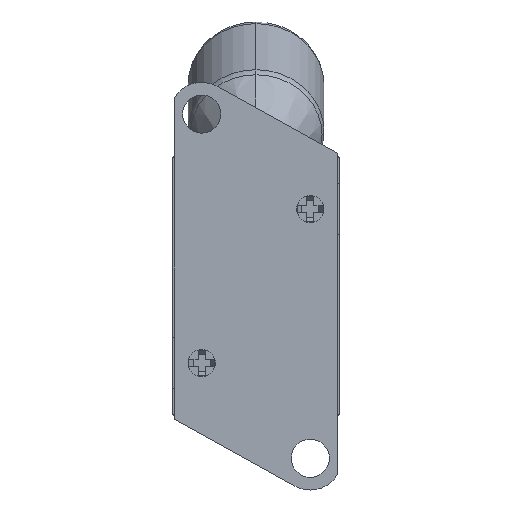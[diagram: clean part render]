
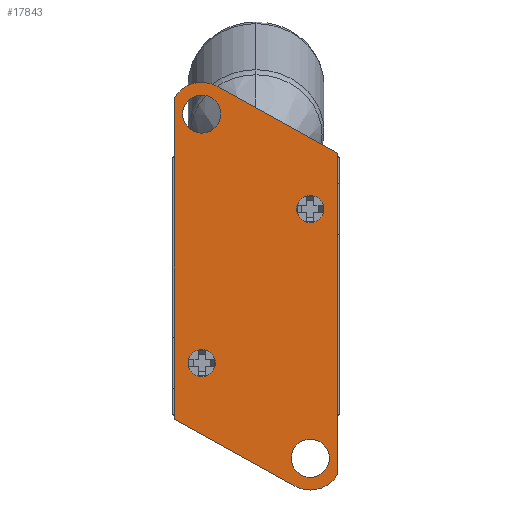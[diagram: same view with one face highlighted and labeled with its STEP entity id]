
A CAD part, front view. The second image highlights one B-rep face of the part: STEP entity #17843.
In plain terms, the highlighted face is planar.
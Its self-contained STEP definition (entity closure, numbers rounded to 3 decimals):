
#24 = EDGE_CURVE ( 'NONE', #10170, #10168, #8344, .T. ) ;
#28 = EDGE_CURVE ( 'NONE', #7486, #22314, #8350, .T. ) ;
#32 = EDGE_CURVE ( 'NONE', #23524, #23425, #8356, .T. ) ;
#36 = EDGE_CURVE ( 'NONE', #23392, #23175, #8362, .T. ) ;
#40 = EDGE_CURVE ( 'NONE', #22314, #7486, #8367, .T. ) ;
#41 = EDGE_CURVE ( 'NONE', #23175, #23392, #8369, .T. ) ;
#42 = EDGE_CURVE ( 'NONE', #23849, #23834, #8368, .T. ) ;
#43 = EDGE_CURVE ( 'NONE', #23834, #23424, #8371, .T. ) ;
#44 = EDGE_CURVE ( 'NONE', #23424, #23635, #8374, .T. ) ;
#45 = EDGE_CURVE ( 'NONE', #23635, #23372, #8373, .T. ) ;
#46 = EDGE_CURVE ( 'NONE', #23372, #23543, #8376, .T. ) ;
#47 = EDGE_CURVE ( 'NONE', #23543, #23849, #8378, .T. ) ;
#48 = EDGE_CURVE ( 'NONE', #23425, #23524, #8379, .T. ) ;
#49 = EDGE_CURVE ( 'NONE', #10168, #10170, #8380, .T. ) ;
#3691 = CARTESIAN_POINT ( 'NONE',  ( -8.5, 2.3, -4.5 ) ) ;
#3695 = CARTESIAN_POINT ( 'NONE',  ( -8.5, 2.3, -7.5 ) ) ;
#3846 = PLANE ( 'NONE',  #4426 ) ;
#3848 = CARTESIAN_POINT ( 'NONE',  ( 19., 2.3, -6. ) ) ;
#3850 = DIRECTION ( 'NONE',  ( 0., 1., 0. ) ) ;
#3851 = DIRECTION ( 'NONE',  ( 0., 0., 1. ) ) ;
#4426 = AXIS2_PLACEMENT_3D ( 'NONE', #3848, #3850, #3851 ) ;
#7486 = VERTEX_POINT ( 'NONE', #25439 ) ;
#7644 = FACE_BOUND ( 'NONE', #10441, .T. ) ;
#7645 = FACE_BOUND ( 'NONE', #10459, .T. ) ;
#7646 = FACE_OUTER_BOUND ( 'NONE', #10432, .T. ) ;
#7647 = FACE_BOUND ( 'NONE', #10429, .T. ) ;
#7648 = FACE_BOUND ( 'NONE', #10435, .T. ) ;
#8344 = CIRCLE ( 'NONE', #27447, 1.5 ) ;
#8350 = CIRCLE ( 'NONE', #27449, 1.5 ) ;
#8356 = CIRCLE ( 'NONE', #27451, 2.1 ) ;
#8362 = CIRCLE ( 'NONE', #27453, 2.1 ) ;
#8367 = CIRCLE ( 'NONE', #27455, 1.5 ) ;
#8368 = LINE ( 'NONE', #18532, #8370 ) ;
#8369 = CIRCLE ( 'NONE', #27456, 2.1 ) ;
#8370 = VECTOR ( 'NONE', #18606, 1000. ) ;
#8371 = LINE ( 'NONE', #18732, #8372 ) ;
#8372 = VECTOR ( 'NONE', #18745, 1000. ) ;
#8373 = LINE ( 'NONE', #18749, #8375 ) ;
#8374 = CIRCLE ( 'NONE', #27457, 3.5 ) ;
#8375 = VECTOR ( 'NONE', #18721, 1000. ) ;
#8376 = LINE ( 'NONE', #18813, #8377 ) ;
#8377 = VECTOR ( 'NONE', #18844, 1000. ) ;
#8378 = CIRCLE ( 'NONE', #27458, 3.5 ) ;
#8379 = CIRCLE ( 'NONE', #27459, 2.1 ) ;
#8380 = CIRCLE ( 'NONE', #27460, 1.5 ) ;
#10168 = VERTEX_POINT ( 'NONE', #3691 ) ;
#10170 = VERTEX_POINT ( 'NONE', #3695 ) ;
#10429 = EDGE_LOOP ( 'NONE', ( #23009, #23008 ) ) ;
#10432 = EDGE_LOOP ( 'NONE', ( #23015, #23014, #23013, #23012, #23011, #23010 ) ) ;
#10435 = EDGE_LOOP ( 'NONE', ( #23007, #23006 ) ) ;
#10441 = EDGE_LOOP ( 'NONE', ( #23019, #23018 ) ) ;
#10459 = EDGE_LOOP ( 'NONE', ( #23017, #23016 ) ) ;
#12900 = CARTESIAN_POINT ( 'NONE',  ( 8.5, 2.3, 7.5 ) ) ;
#12908 = CARTESIAN_POINT ( 'NONE',  ( -19., 2.3, 8.1 ) ) ;
#13272 = CARTESIAN_POINT ( 'NONE',  ( 14.687, 2.3, 9. ) ) ;
#13292 = CARTESIAN_POINT ( 'NONE',  ( -19., 2.3, 3.9 ) ) ;
#13324 = CARTESIAN_POINT ( 'NONE',  ( -22.061, 2.3, 4.303 ) ) ;
#13325 = CARTESIAN_POINT ( 'NONE',  ( 19., 2.3, -3.9 ) ) ;
#13424 = CARTESIAN_POINT ( 'NONE',  ( 19., 2.3, -8.1 ) ) ;
#13443 = CARTESIAN_POINT ( 'NONE',  ( 22.061, 2.3, -4.303 ) ) ;
#13535 = CARTESIAN_POINT ( 'NONE',  ( -20.803, 2.3, 9. ) ) ;
#13734 = CARTESIAN_POINT ( 'NONE',  ( -14.687, 2.3, -9. ) ) ;
#13749 = CARTESIAN_POINT ( 'NONE',  ( 20.803, 2.3, -9. ) ) ;
#17843 = ADVANCED_FACE ( 'NONE', ( #7644, #7645, #7646, #7647, #7648 ), #3846, .T. ) ;
#18471 = CARTESIAN_POINT ( 'NONE',  ( 19., 2.3, -6. ) ) ;
#18507 = CARTESIAN_POINT ( 'NONE',  ( 19., 2.3, -6. ) ) ;
#18532 = CARTESIAN_POINT ( 'NONE',  ( -14.687, 2.3, -9. ) ) ;
#18597 = DIRECTION ( 'NONE',  ( 0., 0., 1. ) ) ;
#18606 = DIRECTION ( 'NONE',  ( -1., 0., 0. ) ) ;
#18614 = DIRECTION ( 'NONE',  ( 0., 0., 1. ) ) ;
#18617 = DIRECTION ( 'NONE',  ( 0., 0., 1. ) ) ;
#18619 = CARTESIAN_POINT ( 'NONE',  ( -19., 2.3, 6. ) ) ;
#18620 = DIRECTION ( 'NONE',  ( 0., 1., 0. ) ) ;
#18626 = DIRECTION ( 'NONE',  ( 0., 0., 1. ) ) ;
#18630 = DIRECTION ( 'NONE',  ( 0., 0., 1. ) ) ;
#18631 = DIRECTION ( 'NONE',  ( 0., 1., 0. ) ) ;
#18632 = DIRECTION ( 'NONE',  ( 0., 1., 0. ) ) ;
#18633 = CARTESIAN_POINT ( 'NONE',  ( -19., 2.3, 6. ) ) ;
#18636 = CARTESIAN_POINT ( 'NONE',  ( -8.5, 2.3, -6. ) ) ;
#18647 = DIRECTION ( 'NONE',  ( 0., 1., 0. ) ) ;
#18648 = CARTESIAN_POINT ( 'NONE',  ( 8.5, 2.3, 6. ) ) ;
#18656 = CARTESIAN_POINT ( 'NONE',  ( 19., 2.3, -6. ) ) ;
#18658 = CARTESIAN_POINT ( 'NONE',  ( 8.5, 2.3, 6. ) ) ;
#18660 = DIRECTION ( 'NONE',  ( 0., 1., 0. ) ) ;
#18704 = DIRECTION ( 'NONE',  ( 0., 1., 0. ) ) ;
#18708 = DIRECTION ( 'NONE',  ( 0., 0., 1. ) ) ;
#18721 = DIRECTION ( 'NONE',  ( 1., 0., 0. ) ) ;
#18732 = CARTESIAN_POINT ( 'NONE',  ( -22.061, 2.3, 4.303 ) ) ;
#18745 = DIRECTION ( 'NONE',  ( -0.485, 0., 0.875 ) ) ;
#18747 = DIRECTION ( 'NONE',  ( 0., 0., 1. ) ) ;
#18749 = CARTESIAN_POINT ( 'NONE',  ( 14.687, 2.3, 9. ) ) ;
#18759 = DIRECTION ( 'NONE',  ( 0., 1., 0. ) ) ;
#18779 = DIRECTION ( 'NONE',  ( 0., 0., 1. ) ) ;
#18781 = DIRECTION ( 'NONE',  ( 0., 1., 0. ) ) ;
#18783 = DIRECTION ( 'NONE',  ( 0., 0., 1. ) ) ;
#18806 = CARTESIAN_POINT ( 'NONE',  ( -19., 2.3, 6. ) ) ;
#18813 = CARTESIAN_POINT ( 'NONE',  ( 22.061, 2.3, -4.303 ) ) ;
#18844 = DIRECTION ( 'NONE',  ( 0.485, 0., -0.875 ) ) ;
#18856 = DIRECTION ( 'NONE',  ( 0., 1., 0. ) ) ;
#18863 = DIRECTION ( 'NONE',  ( 0., 0., 1. ) ) ;
#18864 = CARTESIAN_POINT ( 'NONE',  ( -8.5, 2.3, -6. ) ) ;
#18883 = DIRECTION ( 'NONE',  ( 0., 1., 0. ) ) ;
#22314 = VERTEX_POINT ( 'NONE', #12900 ) ;
#23006 = ORIENTED_EDGE ( 'NONE', *, *, #49, .F. ) ;
#23007 = ORIENTED_EDGE ( 'NONE', *, *, #24, .F. ) ;
#23008 = ORIENTED_EDGE ( 'NONE', *, *, #48, .F. ) ;
#23009 = ORIENTED_EDGE ( 'NONE', *, *, #32, .F. ) ;
#23010 = ORIENTED_EDGE ( 'NONE', *, *, #47, .T. ) ;
#23011 = ORIENTED_EDGE ( 'NONE', *, *, #46, .T. ) ;
#23012 = ORIENTED_EDGE ( 'NONE', *, *, #45, .T. ) ;
#23013 = ORIENTED_EDGE ( 'NONE', *, *, #44, .T. ) ;
#23014 = ORIENTED_EDGE ( 'NONE', *, *, #43, .T. ) ;
#23015 = ORIENTED_EDGE ( 'NONE', *, *, #42, .T. ) ;
#23016 = ORIENTED_EDGE ( 'NONE', *, *, #41, .F. ) ;
#23017 = ORIENTED_EDGE ( 'NONE', *, *, #36, .F. ) ;
#23018 = ORIENTED_EDGE ( 'NONE', *, *, #40, .F. ) ;
#23019 = ORIENTED_EDGE ( 'NONE', *, *, #28, .F. ) ;
#23175 = VERTEX_POINT ( 'NONE', #12908 ) ;
#23372 = VERTEX_POINT ( 'NONE', #13272 ) ;
#23392 = VERTEX_POINT ( 'NONE', #13292 ) ;
#23424 = VERTEX_POINT ( 'NONE', #13324 ) ;
#23425 = VERTEX_POINT ( 'NONE', #13325 ) ;
#23524 = VERTEX_POINT ( 'NONE', #13424 ) ;
#23543 = VERTEX_POINT ( 'NONE', #13443 ) ;
#23635 = VERTEX_POINT ( 'NONE', #13535 ) ;
#23834 = VERTEX_POINT ( 'NONE', #13734 ) ;
#23849 = VERTEX_POINT ( 'NONE', #13749 ) ;
#25439 = CARTESIAN_POINT ( 'NONE',  ( 8.5, 2.3, 4.5 ) ) ;
#27447 = AXIS2_PLACEMENT_3D ( 'NONE', #18864, #18856, #18863 ) ;
#27449 = AXIS2_PLACEMENT_3D ( 'NONE', #18648, #18620, #18617 ) ;
#27451 = AXIS2_PLACEMENT_3D ( 'NONE', #18507, #18781, #18630 ) ;
#27453 = AXIS2_PLACEMENT_3D ( 'NONE', #18633, #18631, #18779 ) ;
#27455 = AXIS2_PLACEMENT_3D ( 'NONE', #18658, #18647, #18783 ) ;
#27456 = AXIS2_PLACEMENT_3D ( 'NONE', #18619, #18883, #18597 ) ;
#27457 = AXIS2_PLACEMENT_3D ( 'NONE', #18806, #18759, #18747 ) ;
#27458 = AXIS2_PLACEMENT_3D ( 'NONE', #18471, #18660, #18614 ) ;
#27459 = AXIS2_PLACEMENT_3D ( 'NONE', #18656, #18632, #18626 ) ;
#27460 = AXIS2_PLACEMENT_3D ( 'NONE', #18636, #18704, #18708 ) ;
